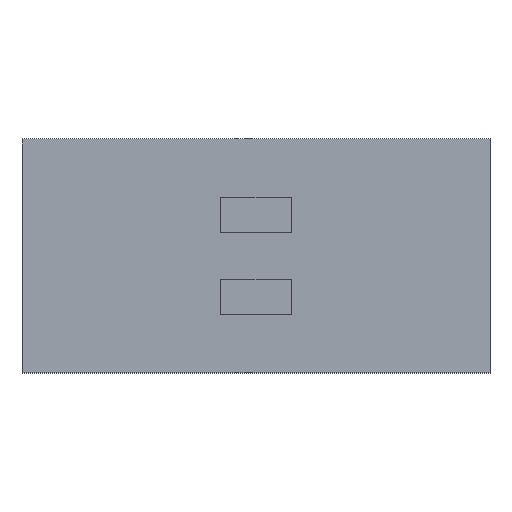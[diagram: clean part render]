
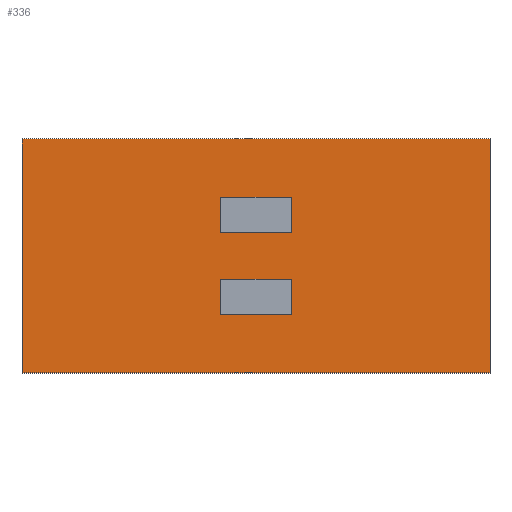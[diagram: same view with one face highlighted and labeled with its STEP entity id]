
A CAD part, top view. The second image highlights one B-rep face of the part: STEP entity #336.
In plain terms, the highlighted planar face has unit normal (0, 0, 1).
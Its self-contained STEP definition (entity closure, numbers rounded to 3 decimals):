
#19=FACE_BOUND('',#76,.T.);
#20=FACE_BOUND('',#77,.T.);
#35=PLANE('',#379);
#53=FACE_OUTER_BOUND('',#75,.T.);
#75=EDGE_LOOP('',(#302,#303,#304,#305));
#76=EDGE_LOOP('',(#306,#307,#308,#309));
#77=EDGE_LOOP('',(#310,#311,#312,#313));
#81=LINE('',#485,#119);
#85=LINE('',#493,#123);
#88=LINE('',#499,#126);
#91=LINE('',#504,#129);
#93=LINE('',#510,#131);
#97=LINE('',#518,#135);
#100=LINE('',#524,#138);
#103=LINE('',#529,#141);
#107=LINE('',#539,#145);
#110=LINE('',#545,#148);
#113=LINE('',#551,#151);
#116=LINE('',#555,#154);
#119=VECTOR('',#401,10.);
#123=VECTOR('',#407,10.);
#126=VECTOR('',#412,10.);
#129=VECTOR('',#417,10.);
#131=VECTOR('',#423,10.);
#135=VECTOR('',#429,10.);
#138=VECTOR('',#434,10.);
#141=VECTOR('',#439,10.);
#145=VECTOR('',#447,10.);
#148=VECTOR('',#452,10.);
#151=VECTOR('',#457,10.);
#154=VECTOR('',#462,10.);
#165=VERTEX_POINT('',#483);
#166=VERTEX_POINT('',#484);
#169=VERTEX_POINT('',#492);
#171=VERTEX_POINT('',#498);
#173=VERTEX_POINT('',#508);
#174=VERTEX_POINT('',#509);
#177=VERTEX_POINT('',#517);
#179=VERTEX_POINT('',#523);
#183=VERTEX_POINT('',#536);
#184=VERTEX_POINT('',#538);
#186=VERTEX_POINT('',#544);
#188=VERTEX_POINT('',#550);
#196=EDGE_CURVE('',#165,#166,#81,.T.);
#200=EDGE_CURVE('',#166,#169,#85,.T.);
#203=EDGE_CURVE('',#169,#171,#88,.T.);
#206=EDGE_CURVE('',#171,#165,#91,.T.);
#208=EDGE_CURVE('',#173,#174,#93,.T.);
#212=EDGE_CURVE('',#174,#177,#97,.T.);
#215=EDGE_CURVE('',#177,#179,#100,.T.);
#218=EDGE_CURVE('',#179,#173,#103,.T.);
#222=EDGE_CURVE('',#184,#183,#107,.T.);
#225=EDGE_CURVE('',#186,#184,#110,.T.);
#228=EDGE_CURVE('',#188,#186,#113,.T.);
#231=EDGE_CURVE('',#183,#188,#116,.T.);
#302=ORIENTED_EDGE('',*,*,#231,.T.);
#303=ORIENTED_EDGE('',*,*,#228,.T.);
#304=ORIENTED_EDGE('',*,*,#225,.T.);
#305=ORIENTED_EDGE('',*,*,#222,.T.);
#306=ORIENTED_EDGE('',*,*,#196,.T.);
#307=ORIENTED_EDGE('',*,*,#200,.T.);
#308=ORIENTED_EDGE('',*,*,#203,.T.);
#309=ORIENTED_EDGE('',*,*,#206,.T.);
#310=ORIENTED_EDGE('',*,*,#208,.T.);
#311=ORIENTED_EDGE('',*,*,#212,.T.);
#312=ORIENTED_EDGE('',*,*,#215,.T.);
#313=ORIENTED_EDGE('',*,*,#218,.T.);
#336=ADVANCED_FACE('',(#53,#19,#20),#35,.T.);
#379=AXIS2_PLACEMENT_3D('',#556,#463,#464);
#401=DIRECTION('',(0.,1.,0.));
#407=DIRECTION('',(1.,0.,0.));
#412=DIRECTION('',(0.,-1.,0.));
#417=DIRECTION('',(-1.,0.,0.));
#423=DIRECTION('',(-1.,0.,0.));
#429=DIRECTION('',(0.,1.,0.));
#434=DIRECTION('',(1.,0.,0.));
#439=DIRECTION('',(0.,-1.,0.));
#447=DIRECTION('',(0.,-1.,0.));
#452=DIRECTION('',(-1.,0.,0.));
#457=DIRECTION('',(0.,1.,0.));
#462=DIRECTION('',(1.,0.,0.));
#463=DIRECTION('center_axis',(0.,0.,1.));
#464=DIRECTION('ref_axis',(1.,0.,0.));
#483=CARTESIAN_POINT('',(-15.,-25.,10.));
#484=CARTESIAN_POINT('',(-15.,-10.,10.));
#485=CARTESIAN_POINT('',(-15.,-5.,10.));
#492=CARTESIAN_POINT('',(15.,-10.,10.));
#493=CARTESIAN_POINT('',(7.5,-10.,10.));
#498=CARTESIAN_POINT('',(15.,-25.,10.));
#499=CARTESIAN_POINT('',(15.,-12.5,10.));
#504=CARTESIAN_POINT('',(-7.5,-25.,10.));
#508=CARTESIAN_POINT('',(15.,10.,10.));
#509=CARTESIAN_POINT('',(-15.,10.,10.));
#510=CARTESIAN_POINT('',(-7.5,10.,10.));
#517=CARTESIAN_POINT('',(-15.,25.,10.));
#518=CARTESIAN_POINT('',(-15.,12.5,10.));
#523=CARTESIAN_POINT('',(15.,25.,10.));
#524=CARTESIAN_POINT('',(7.5,25.,10.));
#529=CARTESIAN_POINT('',(15.,5.,10.));
#536=CARTESIAN_POINT('',(-100.,-50.,10.));
#538=CARTESIAN_POINT('',(-100.,50.,10.));
#539=CARTESIAN_POINT('',(-100.,50.,10.));
#544=CARTESIAN_POINT('',(100.,50.,10.));
#545=CARTESIAN_POINT('',(100.,50.,10.));
#550=CARTESIAN_POINT('',(100.,-50.,10.));
#551=CARTESIAN_POINT('',(100.,-50.,10.));
#555=CARTESIAN_POINT('',(-100.,-50.,10.));
#556=CARTESIAN_POINT('Origin',(0.,0.,10.));
